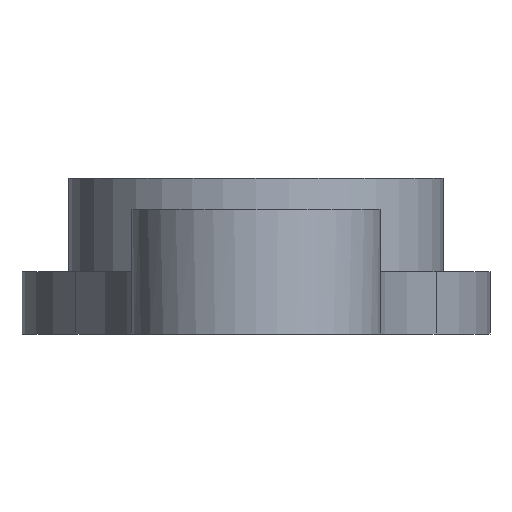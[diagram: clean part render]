
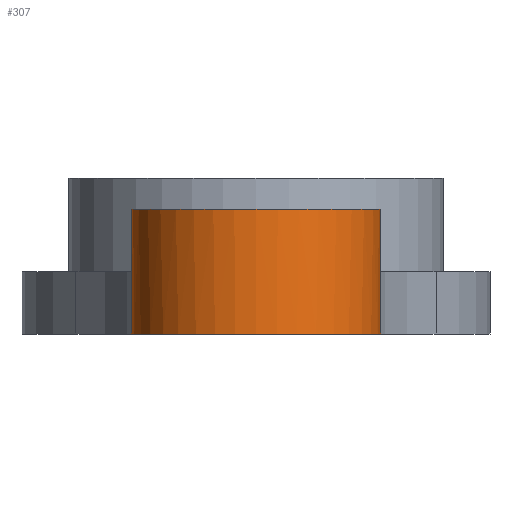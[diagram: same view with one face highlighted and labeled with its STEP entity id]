
A CAD part, left-side view. The second image highlights one B-rep face of the part: STEP entity #307.
In plain terms, the highlighted cylindrical face has radius 40 mm (diameter 80 mm), a full revolution.
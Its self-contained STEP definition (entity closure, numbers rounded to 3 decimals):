
#35=FACE_OUTER_BOUND('',#58,.T.);
#58=EDGE_LOOP('',(#231,#232,#233,#234,#235,#236,#237,#238));
#72=LINE('',#536,#86);
#73=LINE('',#538,#87);
#74=LINE('',#541,#88);
#86=VECTOR('',#439,10.);
#87=VECTOR('',#442,40.);
#88=VECTOR('',#445,10.);
#104=CIRCLE('',#342,40.);
#105=CIRCLE('',#343,40.);
#112=CIRCLE('',#351,40.);
#115=CIRCLE('',#359,40.);
#132=VERTEX_POINT('',#503);
#133=VERTEX_POINT('',#505);
#134=VERTEX_POINT('',#507);
#140=VERTEX_POINT('',#521);
#143=VERTEX_POINT('',#534);
#144=VERTEX_POINT('',#539);
#161=EDGE_CURVE('',#133,#132,#104,.T.);
#162=EDGE_CURVE('',#134,#133,#105,.T.);
#169=EDGE_CURVE('',#140,#140,#112,.T.);
#176=EDGE_CURVE('',#132,#143,#72,.T.);
#177=EDGE_CURVE('',#140,#133,#73,.T.);
#178=EDGE_CURVE('',#144,#143,#115,.T.);
#179=EDGE_CURVE('',#134,#144,#74,.T.);
#231=ORIENTED_EDGE('',*,*,#169,.F.);
#232=ORIENTED_EDGE('',*,*,#177,.T.);
#233=ORIENTED_EDGE('',*,*,#161,.T.);
#234=ORIENTED_EDGE('',*,*,#176,.T.);
#235=ORIENTED_EDGE('',*,*,#178,.F.);
#236=ORIENTED_EDGE('',*,*,#179,.F.);
#237=ORIENTED_EDGE('',*,*,#162,.T.);
#238=ORIENTED_EDGE('',*,*,#177,.F.);
#282=CYLINDRICAL_SURFACE('',#358,40.);
#307=ADVANCED_FACE('',(#35),#282,.T.);
#342=AXIS2_PLACEMENT_3D('',#506,#403,#404);
#343=AXIS2_PLACEMENT_3D('',#508,#405,#406);
#351=AXIS2_PLACEMENT_3D('',#522,#421,#422);
#358=AXIS2_PLACEMENT_3D('',#537,#440,#441);
#359=AXIS2_PLACEMENT_3D('',#540,#443,#444);
#403=DIRECTION('center_axis',(0.,0.,1.));
#404=DIRECTION('ref_axis',(1.,0.,0.));
#405=DIRECTION('center_axis',(0.,0.,1.));
#406=DIRECTION('ref_axis',(1.,0.,0.));
#421=DIRECTION('center_axis',(0.,0.,1.));
#422=DIRECTION('ref_axis',(1.,0.,0.));
#439=DIRECTION('',(0.,0.,1.));
#440=DIRECTION('center_axis',(0.,0.,1.));
#441=DIRECTION('ref_axis',(1.,0.,0.));
#442=DIRECTION('',(0.,0.,-1.));
#443=DIRECTION('center_axis',(0.,0.,-1.));
#444=DIRECTION('ref_axis',(1.,0.,0.));
#445=DIRECTION('',(0.,0.,1.));
#503=CARTESIAN_POINT('',(-139.071,-38.478,0.));
#505=CARTESIAN_POINT('',(-190.,0.,0.));
#506=CARTESIAN_POINT('Origin',(-150.,0.,0.));
#507=CARTESIAN_POINT('',(-139.071,38.478,0.));
#508=CARTESIAN_POINT('Origin',(-150.,0.,0.));
#521=CARTESIAN_POINT('',(-190.,0.,40.));
#522=CARTESIAN_POINT('Origin',(-150.,0.,40.));
#534=CARTESIAN_POINT('',(-139.071,-38.478,20.));
#536=CARTESIAN_POINT('',(-139.071,-38.478,0.));
#537=CARTESIAN_POINT('Origin',(-150.,0.,0.));
#538=CARTESIAN_POINT('',(-190.,0.,0.));
#539=CARTESIAN_POINT('',(-139.071,38.478,20.));
#540=CARTESIAN_POINT('Origin',(-150.,0.,20.));
#541=CARTESIAN_POINT('',(-139.071,38.478,0.));
